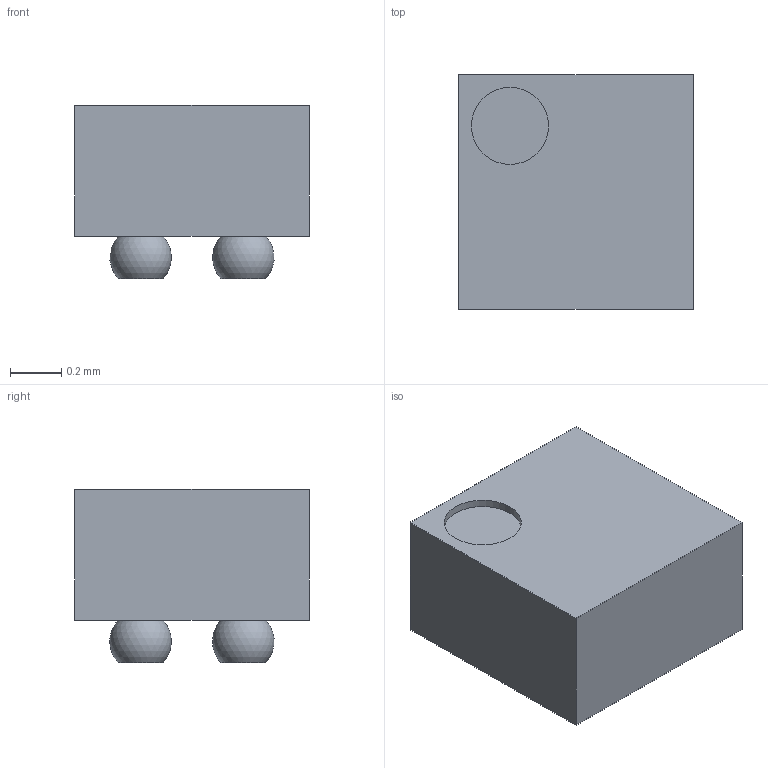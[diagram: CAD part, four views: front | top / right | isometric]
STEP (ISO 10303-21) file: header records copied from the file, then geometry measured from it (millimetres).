
FILE_DESCRIPTION(/* description */ (''),/* implementation_level */ '2;1');
FILE_NAME(/* name */ 'BGA4C40P2X2_88X88X68.stp',/* time_stamp */ '2017-02-13T13:05:47+01:00',/* author */ ('jchouvet'),/* organization */ (''),/* preprocessor_version */ 'ST-DEVELOPER v16.1',/* originating_system */ 'AutoCAD Mechanical',/* authorisation */ '');
FILE_SCHEMA (('AUTOMOTIVE_DESIGN { 1 0 10303 214 3 1 1 }'));
Length unit declared in the file: millimetre
Products named in the file (1): Product
Bounding box: 0.91 x 0.91 x 0.68 mm (x, y, z)
Volume: 0.4 mm3; surface area: 4.3 mm2
Topology: 5 solids, 5 shells, 20 faces, 31 edges, 22 vertices
Faces by surface type: plane 15, sphere 4, cylinder 1
Full cylindrical faces by diameter (mm): 0.3 x1
Entity records: 431 total; most frequent: DIRECTION 74, CARTESIAN_POINT 61, ORIENTED_EDGE 44, AXIS2_PLACEMENT_3D 31, EDGE_LOOP 26, EDGE_CURVE 22, FACE_OUTER_BOUND 20, ADVANCED_FACE 20
